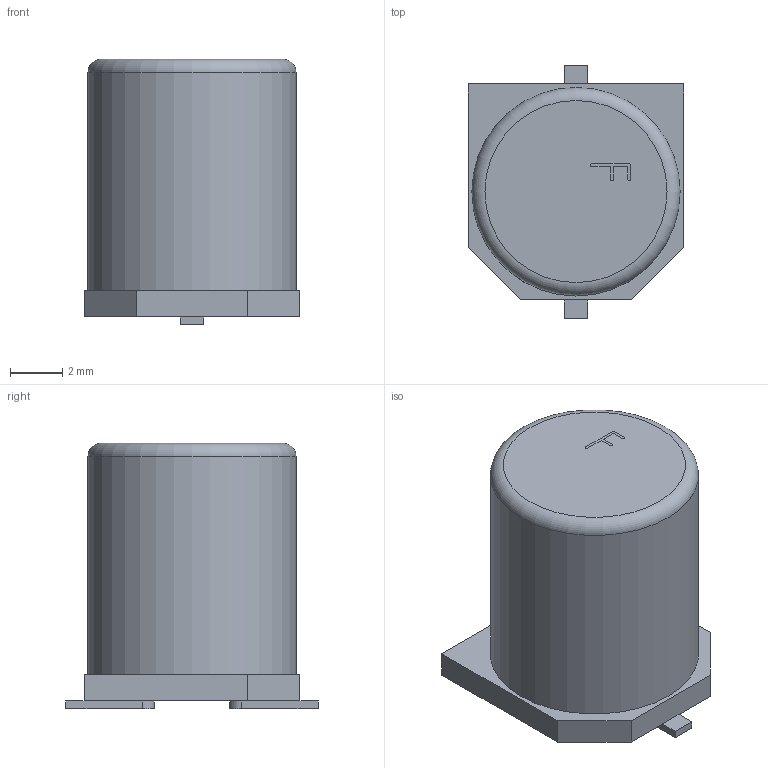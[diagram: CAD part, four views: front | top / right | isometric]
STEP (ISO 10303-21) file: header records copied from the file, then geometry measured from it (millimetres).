
FILE_DESCRIPTION(('STEP AP214'), '1');
FILE_NAME('Êîíäåíñàòîð F', '2023-01-24T13:42:37', ('ava'), (''), 'ASCON STEP Converter 1.3', 'ASCON Math Kernel', '');
FILE_SCHEMA(('AUTOMOTIVE_DESIGN { 1 0 10303 214 3 1 1}'));
Length unit declared in the file: millimetre
Products named in the file (1): 2
Bounding box: 8.3 x 9.7 x 10.2 mm (x, y, z)
Volume: 512.7 mm3; surface area: 386.3 mm2
Topology: 1 solids, 1 shells, 55 faces, 148 edges, 97 vertices
Faces by surface type: plane 46, cylinder 8, torus 1
Full cylindrical faces by diameter (mm): 8 x1
Entity records: 2049 total; most frequent: CARTESIAN_POINT 299, ORIENTED_EDGE 292, DIRECTION 275, EDGE_CURVE 146, LINE 129, VECTOR 129, VERTEX_POINT 97, AXIS2_PLACEMENT_3D 73
